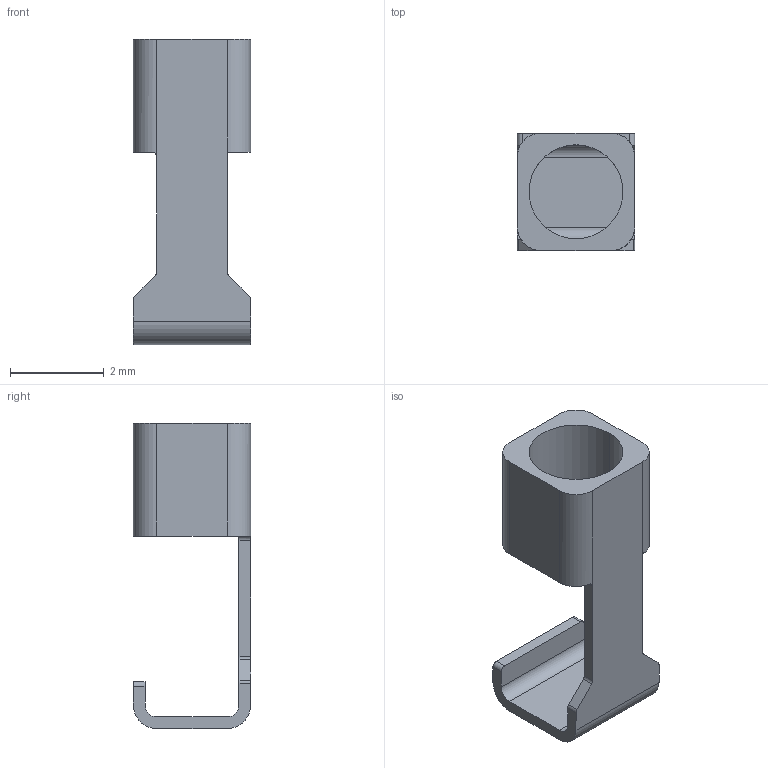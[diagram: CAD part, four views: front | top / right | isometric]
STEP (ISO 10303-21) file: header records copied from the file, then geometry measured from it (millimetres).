
FILE_DESCRIPTION (( 'STEP AP214' ), '1' );
FILE_NAME ('AVX-70-9296-001-006-006.STEP', '2019-01-04T13:25:16', ( '' ), ( '' ), 'SwSTEP 2.0', 'SolidWorks 2018', '' );
FILE_SCHEMA (( 'AUTOMOTIVE_DESIGN' ));
Length unit declared in the file: millimetre
Products named in the file (2): AVX-70-9296-001-006-006_70-9296-001-025-006-STP-BM; AVX-70-9296-001-006-006
Assembly tree (1 placements, depth 2):
  AVX-70-9296-001-006-006
    AVX-70-9296-001-006-006_70-9296-001-025-006-STP-BM
Bounding box: 2.5 x 2.5 x 6.5 mm (x, y, z)
Surface area: 74.7 mm2 (no closed solid volume)
Topology: 0 solids, 1 shells, 35 faces, 111 edges, 77 vertices
Faces by surface type: plane 18, cylinder 17
Entity records: 1333 total; most frequent: CARTESIAN_POINT 296, DIRECTION 215, ORIENTED_EDGE 194, EDGE_CURVE 109, VERTEX_POINT 76, AXIS2_PLACEMENT_3D 72, VECTOR 71, LINE 71
